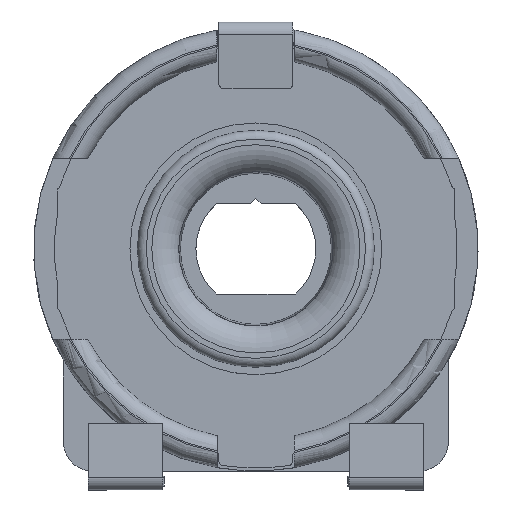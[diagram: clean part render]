
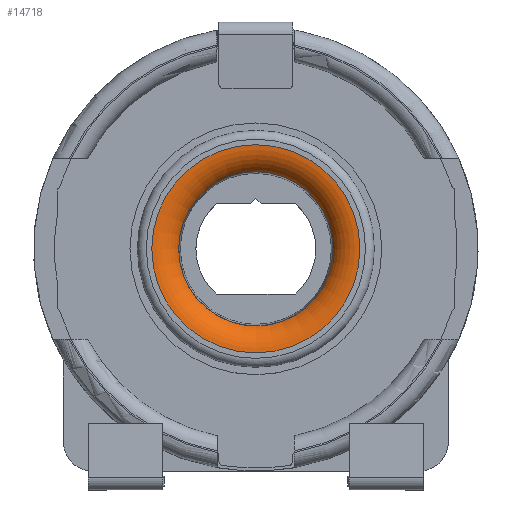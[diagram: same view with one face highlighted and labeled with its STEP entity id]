
A CAD part, top view. The second image highlights one B-rep face of the part: STEP entity #14718.
In plain terms, the highlighted toroidal (fillet/blend) face has major radius 3.514 mm and minor radius 1 mm.
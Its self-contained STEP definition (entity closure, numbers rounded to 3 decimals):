
#653 = VERTEX_POINT ( 'NONE', #13323 ) ;
#798 = DIRECTION ( 'NONE',  ( -1., 0., 0. ) ) ;
#855 = VERTEX_POINT ( 'NONE', #12030 ) ;
#895 = DIRECTION ( 'NONE',  ( 0., 0., 1. ) ) ;
#939 = CARTESIAN_POINT ( 'NONE',  ( 0., 0., 1.423 ) ) ;
#1157 = CARTESIAN_POINT ( 'NONE',  ( 0., 0., 1. ) ) ;
#1724 = ORIENTED_EDGE ( 'NONE', *, *, #8765, .F. ) ;
#1809 = AXIS2_PLACEMENT_3D ( 'NONE', #1157, #9400, #2330 ) ;
#2147 = FACE_OUTER_BOUND ( 'NONE', #13701, .T. ) ;
#2157 = TOROIDAL_SURFACE ( 'NONE', #1809, 3.513, 1. ) ;
#2197 = FACE_OUTER_BOUND ( 'NONE', #13350, .T. ) ;
#2229 = EDGE_CURVE ( 'NONE', #855, #855, #13771, .T. ) ;
#2330 = DIRECTION ( 'NONE',  ( 1., 0., 0. ) ) ;
#3118 = AXIS2_PLACEMENT_3D ( 'NONE', #939, #895, #798 ) ;
#3496 = DIRECTION ( 'NONE',  ( 1., 0., 0. ) ) ;
#4372 = DIRECTION ( 'NONE',  ( 0., 0., -1. ) ) ;
#4414 = CARTESIAN_POINT ( 'NONE',  ( 0., 0., 2. ) ) ;
#7061 = AXIS2_PLACEMENT_3D ( 'NONE', #4414, #4372, #3496 ) ;
#8765 = EDGE_CURVE ( 'NONE', #653, #653, #14320, .T. ) ;
#9400 = DIRECTION ( 'NONE',  ( 0., 0., 1. ) ) ;
#10849 = ORIENTED_EDGE ( 'NONE', *, *, #2229, .F. ) ;
#12030 = CARTESIAN_POINT ( 'NONE',  ( 3.513, 0., 2. ) ) ;
#13323 = CARTESIAN_POINT ( 'NONE',  ( -2.607, 0., 1.423 ) ) ;
#13350 = EDGE_LOOP ( 'NONE', ( #10849 ) ) ;
#13701 = EDGE_LOOP ( 'NONE', ( #1724 ) ) ;
#13771 = CIRCLE ( 'NONE', #7061, 3.513 ) ;
#14320 = CIRCLE ( 'NONE', #3118, 2.607 ) ;
#14718 = ADVANCED_FACE ( 'NONE', ( #2147, #2197 ), #2157, .T. ) ;
